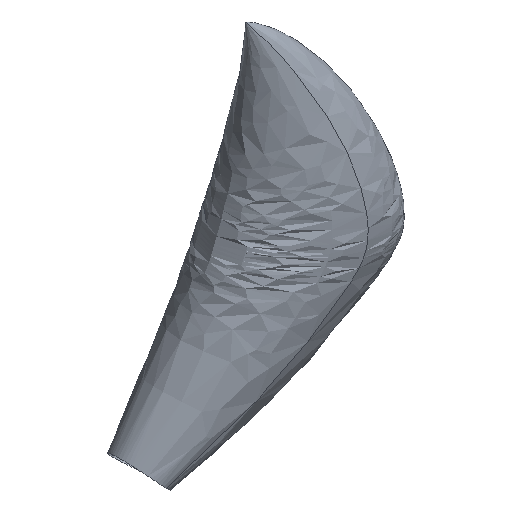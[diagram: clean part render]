
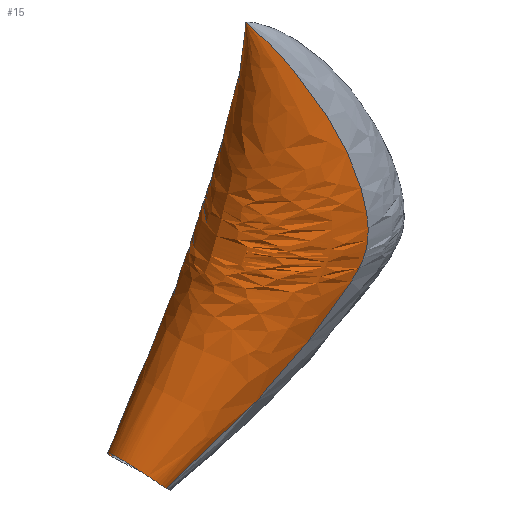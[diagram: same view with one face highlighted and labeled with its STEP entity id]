
A CAD part, isometric view. The second image highlights one B-rep face of the part: STEP entity #15.
In plain terms, the highlighted free-form (B-spline) face has degree [3, 3] with [5, 8] control points.
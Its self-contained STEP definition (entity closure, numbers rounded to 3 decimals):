
#15=ADVANCED_FACE('',(#17),#38,.T.);
#17=FACE_OUTER_BOUND('',#19,.T.);
#19=EDGE_LOOP('',(#23,#24,#25));
#23=ORIENTED_EDGE('',*,*,#29,.T.);
#24=ORIENTED_EDGE('',*,*,#27,.T.);
#25=ORIENTED_EDGE('',*,*,#28,.F.);
#27=EDGE_CURVE('',#34,#35,#31,.T.);
#28=EDGE_CURVE('',#36,#35,#32,.T.);
#29=EDGE_CURVE('',#36,#34,#33,.T.);
#31=B_SPLINE_CURVE_WITH_KNOTS('',3,(#221,#222,#223,#224,#225,#226,#227,
#228),.UNSPECIFIED.,.F.,.F.,(4,1,1,1,1,4),(0.,1.,2.,3.,4.,5.),
 .UNSPECIFIED.);
#32=B_SPLINE_CURVE_WITH_KNOTS('',3,(#229,#230,#231,#232,#233,#234,#235,
#236),.UNSPECIFIED.,.F.,.F.,(4,1,1,1,1,4),(0.,1.,2.,3.,4.,5.),
 .UNSPECIFIED.);
#33=B_SPLINE_CURVE_WITH_KNOTS('',3,(#237,#238,#239,#240,#241),
 .UNSPECIFIED.,.F.,.F.,(4,1,4),(8.143,12.242,16.341),
 .UNSPECIFIED.);
#34=VERTEX_POINT('',#213);
#35=VERTEX_POINT('',#214);
#36=VERTEX_POINT('',#215);
#38=B_SPLINE_SURFACE_WITH_KNOTS('',3,3,((#173,#174,#175,#176,#177,#178,
#179,#180),(#181,#182,#183,#184,#185,#186,#187,#188),(#189,#190,#191,#192,
#193,#194,#195,#196),(#197,#198,#199,#200,#201,#202,#203,#204),(#205,#206,
#207,#208,#209,#210,#211,#212)),.UNSPECIFIED.,.F.,.F.,.F.,(4,1,4),(4,1,
1,1,1,4),(8.143,12.242,16.341),(0.,1.,2.,
3.,4.,5.),.UNSPECIFIED.);
#173=CARTESIAN_POINT('',(-4.453,-1.005,-0.43));
#174=CARTESIAN_POINT('',(-1.517,-1.861,1.459));
#175=CARTESIAN_POINT('',(1.045,-2.201,3.765));
#176=CARTESIAN_POINT('',(1.578,-2.265,4.433));
#177=CARTESIAN_POINT('',(1.88,-2.273,5.309));
#178=CARTESIAN_POINT('',(1.593,-1.779,7.967));
#179=CARTESIAN_POINT('',(0.302,-0.608,10.836));
#180=CARTESIAN_POINT('',(-0.514,0.,11.966));
#181=CARTESIAN_POINT('',(-4.771,-1.007,-0.109));
#182=CARTESIAN_POINT('',(-2.178,-1.865,2.129));
#183=CARTESIAN_POINT('',(-0.44,-2.206,4.278));
#184=CARTESIAN_POINT('',(-0.061,-2.27,4.906));
#185=CARTESIAN_POINT('',(0.374,-2.278,5.557));
#186=CARTESIAN_POINT('',(0.539,-1.783,7.758));
#187=CARTESIAN_POINT('',(0.014,-0.609,10.647));
#188=CARTESIAN_POINT('',(-0.514,0.,11.966));
#189=CARTESIAN_POINT('',(-5.374,0.,0.666));
#190=CARTESIAN_POINT('',(-3.654,0.,3.368));
#191=CARTESIAN_POINT('',(-3.462,0.,5.222));
#192=CARTESIAN_POINT('',(-3.391,0.,5.704));
#193=CARTESIAN_POINT('',(-3.283,0.,6.411));
#194=CARTESIAN_POINT('',(-2.342,0.,7.226));
#195=CARTESIAN_POINT('',(-0.795,0.,10.386));
#196=CARTESIAN_POINT('',(-0.514,0.,11.966));
#197=CARTESIAN_POINT('',(-4.771,1.007,-0.109));
#198=CARTESIAN_POINT('',(-2.178,1.865,2.129));
#199=CARTESIAN_POINT('',(-0.44,2.206,4.278));
#200=CARTESIAN_POINT('',(-0.061,2.27,4.906));
#201=CARTESIAN_POINT('',(0.374,2.278,5.557));
#202=CARTESIAN_POINT('',(0.539,1.783,7.758));
#203=CARTESIAN_POINT('',(0.014,0.609,10.647));
#204=CARTESIAN_POINT('',(-0.514,0.,11.966));
#205=CARTESIAN_POINT('',(-4.453,1.005,-0.43));
#206=CARTESIAN_POINT('',(-1.517,1.861,1.459));
#207=CARTESIAN_POINT('',(1.045,2.201,3.765));
#208=CARTESIAN_POINT('',(1.578,2.265,4.433));
#209=CARTESIAN_POINT('',(1.88,2.273,5.309));
#210=CARTESIAN_POINT('',(1.593,1.779,7.967));
#211=CARTESIAN_POINT('',(0.302,0.608,10.836));
#212=CARTESIAN_POINT('',(-0.514,0.,11.966));
#213=CARTESIAN_POINT('',(-4.453,1.005,-0.43));
#214=CARTESIAN_POINT('',(-0.514,0.,11.966));
#215=CARTESIAN_POINT('',(-4.453,-1.005,-0.43));
#221=CARTESIAN_POINT('',(-4.453,1.005,-0.43));
#222=CARTESIAN_POINT('',(-1.517,1.861,1.459));
#223=CARTESIAN_POINT('',(1.045,2.201,3.765));
#224=CARTESIAN_POINT('',(1.578,2.265,4.433));
#225=CARTESIAN_POINT('',(1.88,2.273,5.309));
#226=CARTESIAN_POINT('',(1.593,1.779,7.967));
#227=CARTESIAN_POINT('',(0.302,0.608,10.836));
#228=CARTESIAN_POINT('',(-0.514,0.,11.966));
#229=CARTESIAN_POINT('',(-4.453,-1.005,-0.43));
#230=CARTESIAN_POINT('',(-1.517,-1.861,1.459));
#231=CARTESIAN_POINT('',(1.045,-2.201,3.765));
#232=CARTESIAN_POINT('',(1.578,-2.265,4.433));
#233=CARTESIAN_POINT('',(1.88,-2.273,5.309));
#234=CARTESIAN_POINT('',(1.593,-1.779,7.967));
#235=CARTESIAN_POINT('',(0.302,-0.608,10.836));
#236=CARTESIAN_POINT('',(-0.514,0.,11.966));
#237=CARTESIAN_POINT('',(-4.453,-1.005,-0.43));
#238=CARTESIAN_POINT('',(-4.771,-1.007,-0.109));
#239=CARTESIAN_POINT('',(-5.374,0.,0.666));
#240=CARTESIAN_POINT('',(-4.771,1.007,-0.109));
#241=CARTESIAN_POINT('',(-4.453,1.005,-0.43));
